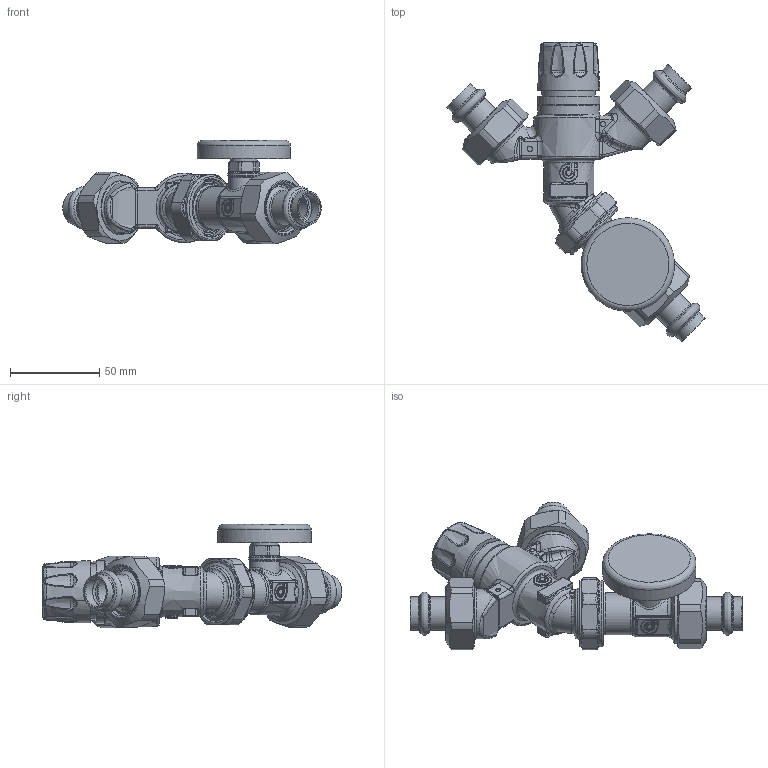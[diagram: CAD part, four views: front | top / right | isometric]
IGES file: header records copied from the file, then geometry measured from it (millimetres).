
Global section: file name: 520416A; native system: Autodesk Inventor 2024; preprocessor: unknown; author: ischreiner; date: 20250627.101429; units: inch
Bounding box: 144.9 x 168.17 x 57.97 mm (x, y, z)
Volume: 225986.2 mm3; surface area: 67939.8 mm2
Topology: 12 solids, 12 shells, 1476 faces, 3482 edges, 1936 vertices
Faces by surface type: bspline 1476
